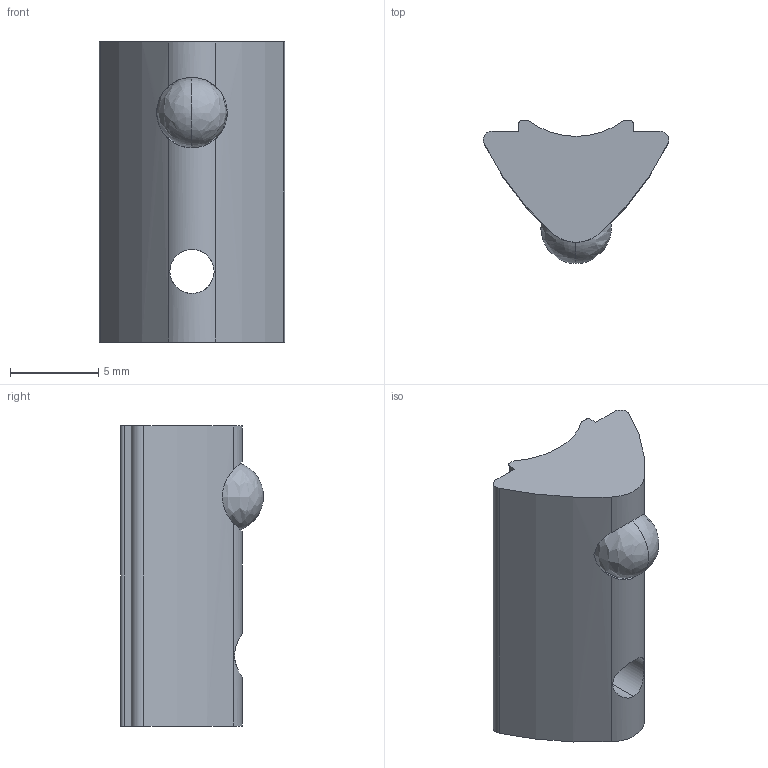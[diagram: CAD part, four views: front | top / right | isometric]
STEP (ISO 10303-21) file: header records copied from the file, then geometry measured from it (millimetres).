
FILE_DESCRIPTION (( 'STEP AP214' ), '1' );
FILE_NAME ('FIXE06E1205-Ecrou 6 St M3 rainuré.step', '2023-03-24T09:59:34', ( 'Altae' ), ( '' ), 'SwSTEP 2.0', 'SolidWorks 2021', '' );
FILE_SCHEMA (( 'AUTOMOTIVE_DESIGN' ));
Length unit declared in the file: millimetre
Products named in the file (1): FIXE06E1205-Ecrou 6 St M3 rainuré
Bounding box: 10.5 x 8.1 x 17 mm (x, y, z)
Volume: 714.3 mm3; surface area: 707.1 mm2
Topology: 2 solids, 2 shells, 28 faces, 81 edges, 51 vertices
Faces by surface type: cylinder 16, plane 8, bspline 2, cone 2
Entity records: 1064 total; most frequent: CARTESIAN_POINT 311, ORIENTED_EDGE 150, DIRECTION 147, EDGE_CURVE 75, AXIS2_PLACEMENT_3D 55, VERTEX_POINT 51, VECTOR 37, LINE 37
